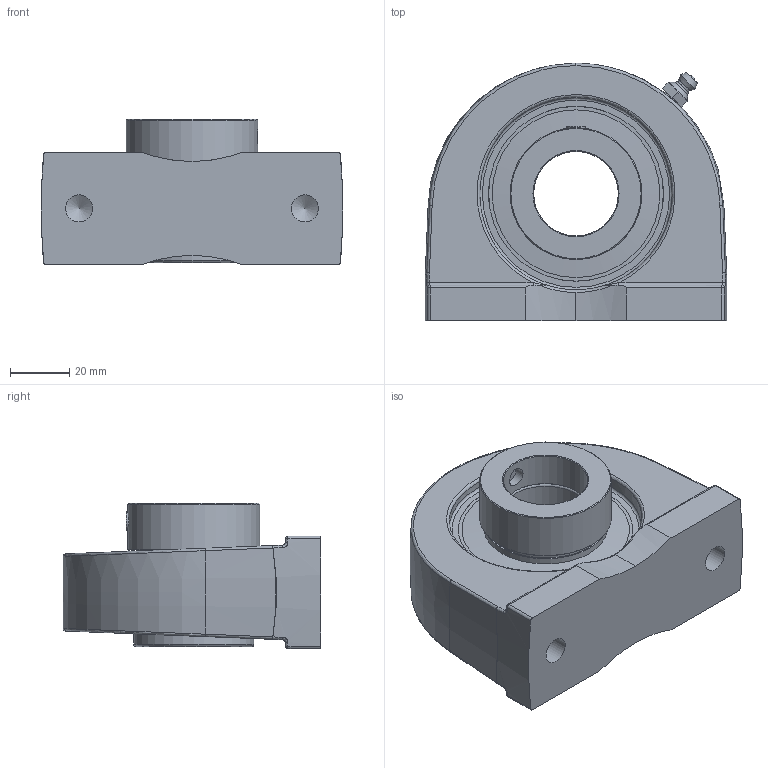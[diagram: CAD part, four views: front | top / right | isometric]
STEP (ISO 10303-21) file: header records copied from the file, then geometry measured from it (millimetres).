
FILE_DESCRIPTION(('HOOPS Exchange Step'),'2;1');
FILE_NAME('export-EA52BBC9-DBFD-431E-BFCA-BD99B1A8BCFD.stp','2019-12-13T14:51:37-08:00',('ibuslach'),('Alibre'),'HOOPS Exchange 2019.2','Alibre','Unknown authorisation');
FILE_SCHEMA( ('AP242_MANAGED_MODEL_BASED_3D_ENGINEERING_MIM_LF {1 0 10303 442 1 1 4 }') );
Length unit declared in the file: centimetre
Products named in the file (8): MRN SPA 206 (NO LETTERING); UCP ZERK 6mm; SHC 206-18 Races; SHC 206-18 Flinger; SHC 206-18 Collar; SHC 204 SS; MRN SHC 206-18; MRN SHCPA 206-18
Assembly tree (7 placements, depth 3):
  MRN SHCPA 206-18
    MRN SPA 206 (NO LETTERING)
    UCP ZERK 6mm
    MRN SHC 206-18
      SHC 206-18 Races
      SHC 206-18 Flinger
      SHC 206-18 Collar
      SHC 204 SS
Bounding box: 101.91 x 87 x 49.1 mm (x, y, z)
Volume: 188948.1 mm3; surface area: 59039.9 mm2
Topology: 9 solids, 9 shells, 215 faces, 585 edges, 370 vertices
Faces by surface type: cylinder 59, plane 51, bspline 30, torus 27, cone 24, sphere 24
Full cylindrical faces by diameter (mm): 2.005 x2, 6 x2, 6.35 x3, 9.144 x2, 28.575 x2, 35.624 x1, 37.631 x1, 40.64 x4, 41.656 x2, 44.5 x1, 55.093 x2, 56.642 x4, 65.017 x2
Entity records: 14880 total; most frequent: CARTESIAN_POINT 9507, ORIENTED_EDGE 1104, DIRECTION 1093, EDGE_CURVE 552, AXIS2_PLACEMENT_3D 474, VERTEX_POINT 360, CIRCLE 252, EDGE_LOOP 240
